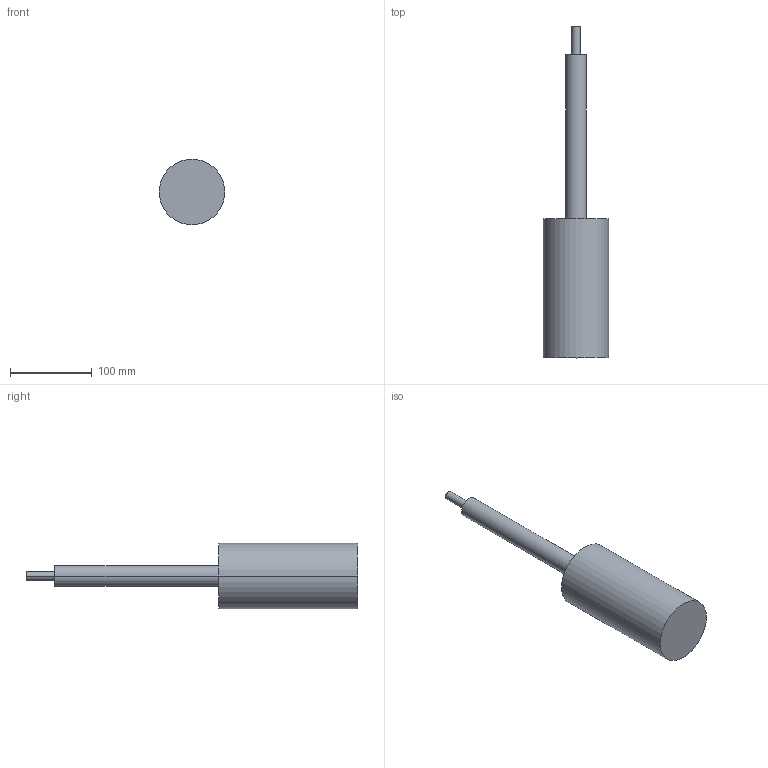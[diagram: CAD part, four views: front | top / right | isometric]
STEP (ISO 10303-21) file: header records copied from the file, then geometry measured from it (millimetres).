
FILE_DESCRIPTION(('CATIA V6 STEP','CAx-IF Rec.Pracs.--- Model Styling and Organization---1.5--- 2016-08-15','CAx-IF Rec.Pracs.---Supplemental Geometry---1.0---2011-11-01','CAx-IF Rec.Pracs.--- Composite Materials ---3.4---2017-06-13','CAx-IF Rec.Pracs.---Tessellated 3D Geometry---1.0---2015-12-17'),'2;1');
FILE_NAME('COPRS2_soudure_rond_etire A.1.stp','2023-05-23T14:22:23+00:00',('none'),('none'),'3DEXPERIENCE Platform3DEXPERIENCE R2020x HotFix 18','3DEXPERIENCE Platform STEP AP242 v1','none');
FILE_SCHEMA(('AP242_MANAGED_MODEL_BASED_3D_ENGINEERING_MIM_LF {1 0 10303 442 1 1 4}'));
Length unit declared in the file: millimetre
Products named in the file (3): COPRS2_soudure_rond_etire; COPRS2_rond_etire_25; COPRS2_rond_etire_80
Assembly tree (2 placements, depth 2):
  COPRS2_soudure_rond_etire
    COPRS2_rond_etire_25
    COPRS2_rond_etire_80
Bounding box: 80 x 405 x 80 mm (x, y, z)
Volume: 955436.9 mm3; surface area: 70568 mm2
Topology: 2 solids, 2 shells, 11 faces, 18 edges, 12 vertices
Faces by surface type: cylinder 6, plane 5
Entity records: 308 total; most frequent: CARTESIAN_POINT 45, DIRECTION 42, ORIENTED_EDGE 36, AXIS2_PLACEMENT_3D 27, EDGE_CURVE 18, CIRCLE 12, EDGE_LOOP 12, VERTEX_POINT 12
